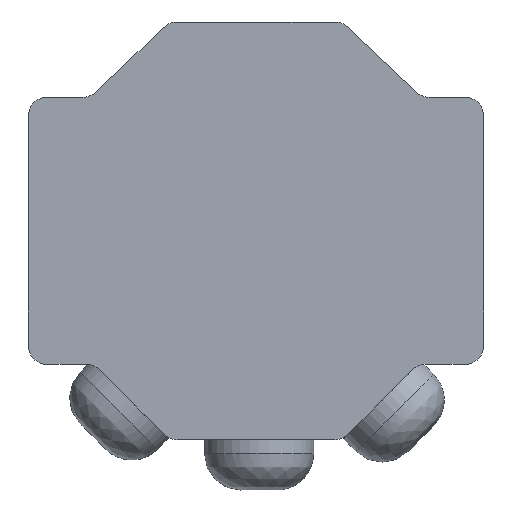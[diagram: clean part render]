
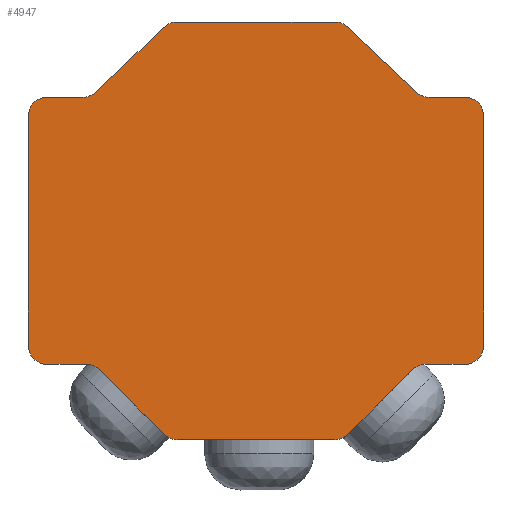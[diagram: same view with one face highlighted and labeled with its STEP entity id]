
A CAD part, front view. The second image highlights one B-rep face of the part: STEP entity #4947.
In plain terms, the highlighted planar face has unit normal (0, -1, 0).
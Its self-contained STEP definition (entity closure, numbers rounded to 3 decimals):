
#172=PLANE('',#5359);
#351=FACE_OUTER_BOUND('',#629,.T.);
#629=EDGE_LOOP('',(#3508,#3509,#3510,#3511,#3512,#3513,#3514,#3515,#3516,
#3517,#3518,#3519,#3520,#3521,#3522,#3523,#3524,#3525,#3526,#3527,#3528,
#3529,#3530,#3531));
#936=LINE('',#7486,#1434);
#939=LINE('',#7495,#1437);
#946=LINE('',#7550,#1444);
#952=LINE('',#7591,#1450);
#957=LINE('',#7606,#1455);
#962=LINE('',#7621,#1460);
#965=LINE('',#7627,#1463);
#966=LINE('',#7631,#1464);
#967=LINE('',#7634,#1465);
#968=LINE('',#7638,#1466);
#969=LINE('',#7641,#1467);
#970=LINE('',#7645,#1468);
#1434=VECTOR('',#5931,10.);
#1437=VECTOR('',#5938,10.);
#1444=VECTOR('',#5965,10.);
#1450=VECTOR('',#6003,10.);
#1455=VECTOR('',#6016,10.);
#1460=VECTOR('',#6029,10.);
#1463=VECTOR('',#6034,10.);
#1464=VECTOR('',#6037,10.);
#1465=VECTOR('',#6040,10.);
#1466=VECTOR('',#6043,10.);
#1467=VECTOR('',#6046,10.);
#1468=VECTOR('',#6049,10.);
#1914=CIRCLE('',#5320,3.);
#1917=CIRCLE('',#5326,3.);
#1924=CIRCLE('',#5339,3.);
#1931=CIRCLE('',#5352,3.);
#1933=CIRCLE('',#5356,3.);
#1935=CIRCLE('',#5360,3.);
#1936=CIRCLE('',#5361,3.);
#1937=CIRCLE('',#5362,3.);
#1938=CIRCLE('',#5363,3.);
#1939=CIRCLE('',#5364,3.);
#1940=CIRCLE('',#5365,3.);
#1941=CIRCLE('',#5366,3.);
#2164=VERTEX_POINT('',#7460);
#2165=VERTEX_POINT('',#7462);
#2168=VERTEX_POINT('',#7485);
#2170=VERTEX_POINT('',#7491);
#2172=VERTEX_POINT('',#7494);
#2175=VERTEX_POINT('',#7501);
#2183=VERTEX_POINT('',#7548);
#2185=VERTEX_POINT('',#7567);
#2192=VERTEX_POINT('',#7590);
#2194=VERTEX_POINT('',#7596);
#2195=VERTEX_POINT('',#7597);
#2198=VERTEX_POINT('',#7605);
#2200=VERTEX_POINT('',#7611);
#2201=VERTEX_POINT('',#7612);
#2204=VERTEX_POINT('',#7620);
#2206=VERTEX_POINT('',#7626);
#2207=VERTEX_POINT('',#7628);
#2208=VERTEX_POINT('',#7630);
#2209=VERTEX_POINT('',#7633);
#2210=VERTEX_POINT('',#7635);
#2211=VERTEX_POINT('',#7637);
#2212=VERTEX_POINT('',#7640);
#2213=VERTEX_POINT('',#7642);
#2214=VERTEX_POINT('',#7644);
#2665=EDGE_CURVE('',#2164,#2165,#1914,.T.);
#2670=EDGE_CURVE('',#2168,#2165,#936,.T.);
#2674=EDGE_CURVE('',#2172,#2170,#939,.T.);
#2678=EDGE_CURVE('',#2175,#2170,#1917,.T.);
#2690=EDGE_CURVE('',#2175,#2183,#946,.T.);
#2694=EDGE_CURVE('',#2168,#2185,#1924,.T.);
#2705=EDGE_CURVE('',#2192,#2185,#952,.T.);
#2708=EDGE_CURVE('',#2194,#2195,#1931,.T.);
#2712=EDGE_CURVE('',#2198,#2195,#957,.T.);
#2715=EDGE_CURVE('',#2200,#2201,#1933,.T.);
#2719=EDGE_CURVE('',#2204,#2201,#962,.T.);
#2722=EDGE_CURVE('',#2164,#2206,#965,.T.);
#2723=EDGE_CURVE('',#2207,#2206,#1935,.T.);
#2724=EDGE_CURVE('',#2207,#2208,#966,.T.);
#2725=EDGE_CURVE('',#2204,#2208,#1936,.T.);
#2726=EDGE_CURVE('',#2200,#2209,#967,.T.);
#2727=EDGE_CURVE('',#2210,#2209,#1937,.T.);
#2728=EDGE_CURVE('',#2210,#2211,#968,.T.);
#2729=EDGE_CURVE('',#2198,#2211,#1938,.T.);
#2730=EDGE_CURVE('',#2194,#2212,#969,.T.);
#2731=EDGE_CURVE('',#2213,#2212,#1939,.T.);
#2732=EDGE_CURVE('',#2213,#2214,#970,.T.);
#2733=EDGE_CURVE('',#2172,#2214,#1940,.T.);
#2734=EDGE_CURVE('',#2192,#2183,#1941,.T.);
#3508=ORIENTED_EDGE('',*,*,#2694,.F.);
#3509=ORIENTED_EDGE('',*,*,#2670,.T.);
#3510=ORIENTED_EDGE('',*,*,#2665,.F.);
#3511=ORIENTED_EDGE('',*,*,#2722,.T.);
#3512=ORIENTED_EDGE('',*,*,#2723,.F.);
#3513=ORIENTED_EDGE('',*,*,#2724,.T.);
#3514=ORIENTED_EDGE('',*,*,#2725,.F.);
#3515=ORIENTED_EDGE('',*,*,#2719,.T.);
#3516=ORIENTED_EDGE('',*,*,#2715,.F.);
#3517=ORIENTED_EDGE('',*,*,#2726,.T.);
#3518=ORIENTED_EDGE('',*,*,#2727,.F.);
#3519=ORIENTED_EDGE('',*,*,#2728,.T.);
#3520=ORIENTED_EDGE('',*,*,#2729,.F.);
#3521=ORIENTED_EDGE('',*,*,#2712,.T.);
#3522=ORIENTED_EDGE('',*,*,#2708,.F.);
#3523=ORIENTED_EDGE('',*,*,#2730,.T.);
#3524=ORIENTED_EDGE('',*,*,#2731,.F.);
#3525=ORIENTED_EDGE('',*,*,#2732,.T.);
#3526=ORIENTED_EDGE('',*,*,#2733,.F.);
#3527=ORIENTED_EDGE('',*,*,#2674,.T.);
#3528=ORIENTED_EDGE('',*,*,#2678,.F.);
#3529=ORIENTED_EDGE('',*,*,#2690,.T.);
#3530=ORIENTED_EDGE('',*,*,#2734,.F.);
#3531=ORIENTED_EDGE('',*,*,#2705,.T.);
#4947=ADVANCED_FACE('',(#351),#172,.F.);
#5320=AXIS2_PLACEMENT_3D('',#7463,#5924,#5925);
#5326=AXIS2_PLACEMENT_3D('',#7503,#5944,#5945);
#5339=AXIS2_PLACEMENT_3D('',#7568,#5975,#5976);
#5352=AXIS2_PLACEMENT_3D('',#7598,#6008,#6009);
#5356=AXIS2_PLACEMENT_3D('',#7613,#6021,#6022);
#5359=AXIS2_PLACEMENT_3D('',#7625,#6032,#6033);
#5360=AXIS2_PLACEMENT_3D('',#7629,#6035,#6036);
#5361=AXIS2_PLACEMENT_3D('',#7632,#6038,#6039);
#5362=AXIS2_PLACEMENT_3D('',#7636,#6041,#6042);
#5363=AXIS2_PLACEMENT_3D('',#7639,#6044,#6045);
#5364=AXIS2_PLACEMENT_3D('',#7643,#6047,#6048);
#5365=AXIS2_PLACEMENT_3D('',#7646,#6050,#6051);
#5366=AXIS2_PLACEMENT_3D('',#7647,#6052,#6053);
#5924=DIRECTION('center_axis',(0.,-1.,0.));
#5925=DIRECTION('ref_axis',(-0.383,0.,0.924));
#5931=DIRECTION('',(0.707,0.,0.707));
#5938=DIRECTION('',(1.,0.,0.));
#5944=DIRECTION('center_axis',(0.,-1.,0.));
#5945=DIRECTION('ref_axis',(0.383,0.,0.924));
#5965=DIRECTION('',(0.707,0.,-0.707));
#5975=DIRECTION('center_axis',(0.,1.,0.));
#5976=DIRECTION('ref_axis',(0.383,0.,-0.924));
#6003=DIRECTION('',(1.,0.,0.));
#6008=DIRECTION('center_axis',(0.,-1.,0.));
#6009=DIRECTION('ref_axis',(0.37,0.,-0.929));
#6016=DIRECTION('',(-0.726,0.,-0.688));
#6021=DIRECTION('center_axis',(0.,-1.,0.));
#6022=DIRECTION('ref_axis',(-0.37,0.,-0.929));
#6029=DIRECTION('',(-1.,0.,0.));
#6032=DIRECTION('center_axis',(0.,1.,0.));
#6033=DIRECTION('ref_axis',(1.,0.,0.));
#6034=DIRECTION('',(1.,0.,0.));
#6035=DIRECTION('center_axis',(0.,1.,0.));
#6036=DIRECTION('ref_axis',(0.707,0.,-0.707));
#6037=DIRECTION('',(0.,0.,1.));
#6038=DIRECTION('center_axis',(0.,1.,0.));
#6039=DIRECTION('ref_axis',(0.707,0.,0.707));
#6040=DIRECTION('',(-0.726,0.,0.687));
#6041=DIRECTION('center_axis',(0.,1.,0.));
#6042=DIRECTION('ref_axis',(0.37,0.,0.929));
#6043=DIRECTION('',(-1.,0.,0.));
#6044=DIRECTION('center_axis',(0.,1.,0.));
#6045=DIRECTION('ref_axis',(-0.37,0.,0.929));
#6046=DIRECTION('',(-1.,0.,0.));
#6047=DIRECTION('center_axis',(0.,1.,0.));
#6048=DIRECTION('ref_axis',(-0.707,0.,0.707));
#6049=DIRECTION('',(0.,0.,-1.));
#6050=DIRECTION('center_axis',(0.,1.,0.));
#6051=DIRECTION('ref_axis',(-0.707,0.,-0.707));
#6052=DIRECTION('center_axis',(0.,1.,0.));
#6053=DIRECTION('ref_axis',(-0.383,0.,-0.924));
#7460=CARTESIAN_POINT('',(27.908,0.,-22.));
#7462=CARTESIAN_POINT('',(25.786,0.,-22.879));
#7463=CARTESIAN_POINT('Origin',(27.908,0.,-25.));
#7485=CARTESIAN_POINT('',(15.138,0.,-33.531));
#7486=CARTESIAN_POINT('',(14.26,0.,-34.409));
#7491=CARTESIAN_POINT('',(-27.909,0.,-22.));
#7494=CARTESIAN_POINT('',(-34.5,0.,-22.));
#7495=CARTESIAN_POINT('',(-37.5,0.,-22.));
#7501=CARTESIAN_POINT('',(-25.788,0.,-22.878));
#7503=CARTESIAN_POINT('Origin',(-27.909,0.,-25.));
#7548=CARTESIAN_POINT('',(-15.127,0.,-33.536));
#7550=CARTESIAN_POINT('',(-26.667,0.,-22.));
#7567=CARTESIAN_POINT('',(13.017,0.,-34.41));
#7568=CARTESIAN_POINT('Origin',(13.017,0.,-31.41));
#7590=CARTESIAN_POINT('',(-13.005,0.,-34.414));
#7591=CARTESIAN_POINT('',(-14.248,0.,-34.414));
#7596=CARTESIAN_POINT('',(-28.534,0.,22.));
#7597=CARTESIAN_POINT('',(-26.472,0.,22.822));
#7598=CARTESIAN_POINT('Origin',(-28.534,0.,25.));
#7605=CARTESIAN_POINT('',(-15.102,0.,33.588));
#7606=CARTESIAN_POINT('',(-14.234,0.,34.409));
#7611=CARTESIAN_POINT('',(26.474,0.,22.821));
#7612=CARTESIAN_POINT('',(28.536,0.,22.));
#7613=CARTESIAN_POINT('Origin',(28.536,0.,25.));
#7620=CARTESIAN_POINT('',(34.5,0.,22.));
#7621=CARTESIAN_POINT('',(37.5,0.,22.));
#7625=CARTESIAN_POINT('Origin',(0.,0.,0.));
#7626=CARTESIAN_POINT('',(34.5,0.,-22.));
#7627=CARTESIAN_POINT('',(26.665,0.,-22.));
#7628=CARTESIAN_POINT('',(37.5,0.,-19.));
#7629=CARTESIAN_POINT('Origin',(34.5,0.,-19.));
#7630=CARTESIAN_POINT('',(37.5,0.,19.));
#7631=CARTESIAN_POINT('',(37.5,0.,-22.));
#7632=CARTESIAN_POINT('Origin',(34.5,0.,19.));
#7633=CARTESIAN_POINT('',(15.09,0.,33.593));
#7634=CARTESIAN_POINT('',(27.342,0.,22.));
#7635=CARTESIAN_POINT('',(13.028,0.,34.414));
#7636=CARTESIAN_POINT('Origin',(13.028,0.,31.414));
#7637=CARTESIAN_POINT('',(-13.039,0.,34.41));
#7638=CARTESIAN_POINT('',(14.222,0.,34.414));
#7639=CARTESIAN_POINT('Origin',(-13.039,0.,31.41));
#7640=CARTESIAN_POINT('',(-34.5,0.,22.));
#7641=CARTESIAN_POINT('',(-27.339,0.,22.));
#7642=CARTESIAN_POINT('',(-37.5,0.,19.));
#7643=CARTESIAN_POINT('Origin',(-34.5,0.,19.));
#7644=CARTESIAN_POINT('',(-37.5,0.,-19.));
#7645=CARTESIAN_POINT('',(-37.5,0.,22.));
#7646=CARTESIAN_POINT('Origin',(-34.5,0.,-19.));
#7647=CARTESIAN_POINT('Origin',(-13.006,0.,-31.414));
